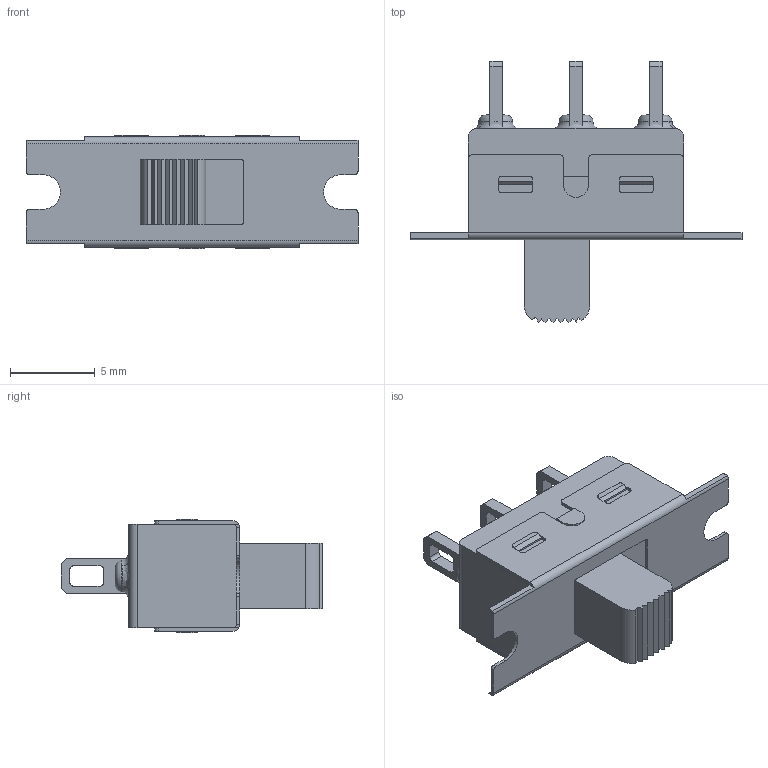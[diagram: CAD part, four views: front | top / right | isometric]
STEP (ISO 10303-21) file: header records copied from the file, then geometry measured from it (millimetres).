
FILE_DESCRIPTION((''),'2;1');
FILE_NAME('5MS1S102BM1QES.stp','2014-11-12T15:33:08',('leininger-65460'),(''),'Autodesk Inventor 2013','Autodesk Inventor 2013','');
FILE_SCHEMA(('CONFIG_CONTROL_DESIGN'));
Length unit declared in the file: millimetre
Products named in the file (5): 5MS1S102BM1QES; Corps; Curseur; Enveloppe; Broches
Assembly tree (4 placements, depth 2):
  5MS1S102BM1QES
    Corps
    Curseur
    Enveloppe
    Broches
Bounding box: 19.56 x 15.39 x 6.7 mm (x, y, z)
Volume: 626 mm3; surface area: 1070.3 mm2
Topology: 6 solids, 6 shells, 233 faces, 618 edges, 405 vertices
Faces by surface type: plane 157, cylinder 68, torus 6, bspline 2
Entity records: 7399 total; most frequent: CARTESIAN_POINT 1328, DIRECTION 1239, ORIENTED_EDGE 1224, EDGE_CURVE 612, VECTOR 457, LINE 457, VERTEX_POINT 403, AXIS2_PLACEMENT_3D 391
